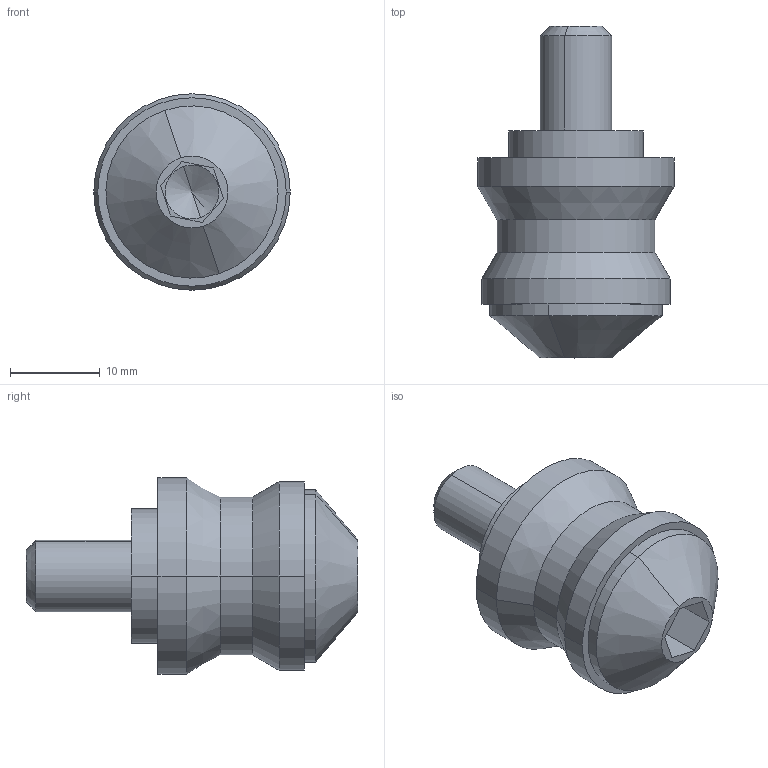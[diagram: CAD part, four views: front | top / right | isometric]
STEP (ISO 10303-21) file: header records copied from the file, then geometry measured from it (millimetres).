
FILE_DESCRIPTION (( 'STEP AP214' ), '1' );
FILE_NAME ('Q10嶺間.STEP', '2019-03-09T09:25:33', ( '' ), ( '' ), 'SwSTEP 2.0', 'SolidWorks 2018', '' );
FILE_SCHEMA (( 'AUTOMOTIVE_DESIGN' ));
Length unit declared in the file: millimetre
Products named in the file (1): Q10嶺間
Bounding box: 21.9 x 37 x 21.9 mm (x, y, z)
Volume: 6970.5 mm3; surface area: 3897.6 mm2
Topology: 2 solids, 2 shells, 43 faces, 90 edges, 53 vertices
Faces by surface type: cylinder 16, cone 14, plane 13
Entity records: 1646 total; most frequent: DIRECTION 216, CARTESIAN_POINT 185, ORIENTED_EDGE 176, EDGE_CURVE 88, AXIS2_PLACEMENT_3D 84, VERTEX_POINT 53, EDGE_LOOP 49, VECTOR 48
